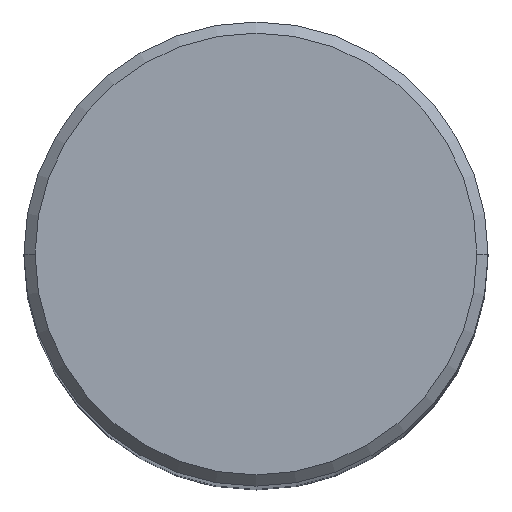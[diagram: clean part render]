
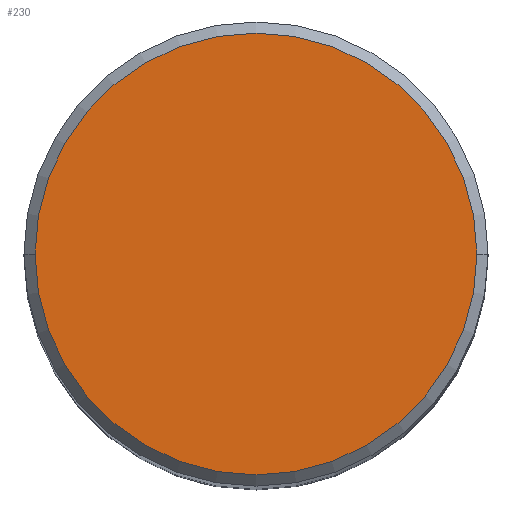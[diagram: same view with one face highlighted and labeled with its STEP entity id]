
A CAD part, top view. The second image highlights one B-rep face of the part: STEP entity #230.
In plain terms, the highlighted planar face has unit normal (0, 0, 1).
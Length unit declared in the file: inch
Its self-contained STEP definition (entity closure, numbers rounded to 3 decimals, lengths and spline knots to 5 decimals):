
#10 = FACE_OUTER_BOUND ( 'NONE', #219, .T. ) ;
#13 = CARTESIAN_POINT ( 'NONE',  ( 0., 0., 3.5 ) ) ;
#36 = CARTESIAN_POINT ( 'NONE',  ( -0.2975, 0., 3.5 ) ) ;
#37 = EDGE_CURVE ( 'NONE', #143, #266, #40, .T. ) ;
#38 = DIRECTION ( 'NONE',  ( 0., 0., 1. ) ) ;
#40 = CIRCLE ( 'NONE', #119, 0.2975 ) ;
#50 = CARTESIAN_POINT ( 'NONE',  ( 0., 0., 3.5 ) ) ;
#58 = ORIENTED_EDGE ( 'NONE', *, *, #320, .T. ) ;
#61 = AXIS2_PLACEMENT_3D ( 'NONE', #306, #38, #232 ) ;
#78 = PLANE ( 'NONE',  #267 ) ;
#97 = DIRECTION ( 'NONE',  ( 0., 0., 1. ) ) ;
#119 = AXIS2_PLACEMENT_3D ( 'NONE', #50, #97, #226 ) ;
#131 = DIRECTION ( 'NONE',  ( 0., 0., 1. ) ) ;
#132 = CIRCLE ( 'NONE', #61, 0.2975 ) ;
#143 = VERTEX_POINT ( 'NONE', #302 ) ;
#219 = EDGE_LOOP ( 'NONE', ( #58, #236 ) ) ;
#226 = DIRECTION ( 'NONE',  ( 1., 0., 0. ) ) ;
#228 = DIRECTION ( 'NONE',  ( 1., 0., 0. ) ) ;
#230 = ADVANCED_FACE ( 'NONE', ( #10 ), #78, .T. ) ;
#232 = DIRECTION ( 'NONE',  ( 1., 0., 0. ) ) ;
#236 = ORIENTED_EDGE ( 'NONE', *, *, #37, .T. ) ;
#266 = VERTEX_POINT ( 'NONE', #36 ) ;
#267 = AXIS2_PLACEMENT_3D ( 'NONE', #13, #131, #228 ) ;
#302 = CARTESIAN_POINT ( 'NONE',  ( 0.2975, 0., 3.5 ) ) ;
#306 = CARTESIAN_POINT ( 'NONE',  ( 0., 0., 3.5 ) ) ;
#320 = EDGE_CURVE ( 'NONE', #266, #143, #132, .T. ) ;
